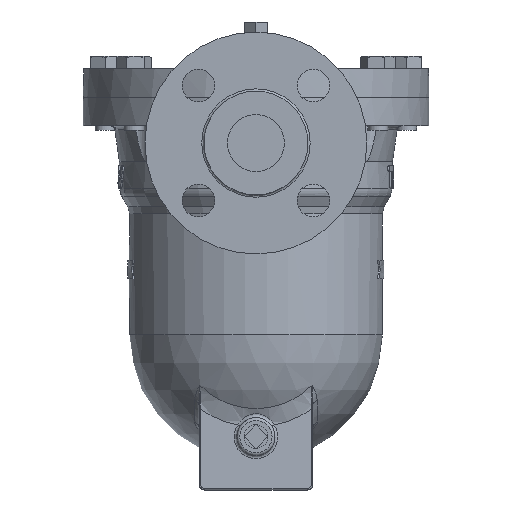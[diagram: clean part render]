
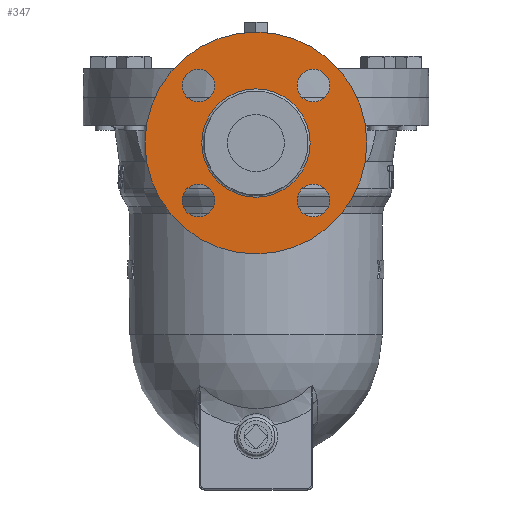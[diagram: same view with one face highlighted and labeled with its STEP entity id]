
A CAD part, left-side view. The second image highlights one B-rep face of the part: STEP entity #347.
In plain terms, the highlighted planar face has unit normal (-1, 0, 0).
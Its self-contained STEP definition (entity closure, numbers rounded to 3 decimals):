
#261=CARTESIAN_POINT('',(-148.4,0.0,6.1));
#262=VERTEX_POINT('',#261);
#263=CARTESIAN_POINT('',(-148.4,0.0,-32.));
#264=DIRECTION('',(-1.0,0.0,0.0));
#265=DIRECTION('',(0.0,0.0,-1.0));
#266=AXIS2_PLACEMENT_3D('',#263,#264,#265);
#267=CIRCLE('',#266,38.1);
#268=EDGE_CURVE('',#262,#262,#267,.T.);
#284=CARTESIAN_POINT('',(-148.4,0.0,25.25));
#285=DIRECTION('',(-1.0,0.0,0.0));
#286=DIRECTION('',(0.0,0.0,1.0));
#287=AXIS2_PLACEMENT_3D('',#284,#285,#286);
#288=PLANE('',#287);
#289=CARTESIAN_POINT('',(-148.4,0.0,46.));
#290=VERTEX_POINT('',#289);
#291=CARTESIAN_POINT('',(-148.4,0.0,-32.));
#292=DIRECTION('',(-1.0,0.0,0.0));
#293=DIRECTION('',(0.0,0.0,1.0));
#294=AXIS2_PLACEMENT_3D('',#291,#292,#293);
#295=CIRCLE('',#294,78.0);
#296=EDGE_CURVE('',#290,#290,#295,.T.);
#297=ORIENTED_EDGE('',*,*,#296,.T.);
#298=EDGE_LOOP('',(#297));
#299=FACE_OUTER_BOUND('',#298,.T.);
#300=CARTESIAN_POINT('',(-148.4,40.411,-3.089));
#301=VERTEX_POINT('',#300);
#302=CARTESIAN_POINT('',(-148.4,40.411,8.411));
#303=DIRECTION('',(1.0,0.0,0.0));
#304=DIRECTION('',(0.0,0.0,1.0));
#305=AXIS2_PLACEMENT_3D('',#302,#303,#304);
#306=CIRCLE('',#305,11.5);
#307=EDGE_CURVE('',#301,#301,#306,.T.);
#308=ORIENTED_EDGE('',*,*,#307,.T.);
#309=EDGE_LOOP('',(#308));
#310=FACE_BOUND('',#309,.T.);
#311=CARTESIAN_POINT('',(-148.4,28.911,-72.411));
#312=VERTEX_POINT('',#311);
#313=CARTESIAN_POINT('',(-148.4,40.411,-72.411));
#314=DIRECTION('',(1.0,0.0,0.0));
#315=DIRECTION('',(0.0,1.0,0.0));
#316=AXIS2_PLACEMENT_3D('',#313,#314,#315);
#317=CIRCLE('',#316,11.5);
#318=EDGE_CURVE('',#312,#312,#317,.T.);
#319=ORIENTED_EDGE('',*,*,#318,.T.);
#320=EDGE_LOOP('',(#319));
#321=FACE_BOUND('',#320,.T.);
#322=CARTESIAN_POINT('',(-148.4,-40.411,-60.911));
#323=VERTEX_POINT('',#322);
#324=CARTESIAN_POINT('',(-148.4,-40.411,-72.411));
#325=DIRECTION('',(1.0,0.0,0.0));
#326=DIRECTION('',(0.0,0.0,-1.0));
#327=AXIS2_PLACEMENT_3D('',#324,#325,#326);
#328=CIRCLE('',#327,11.5);
#329=EDGE_CURVE('',#323,#323,#328,.T.);
#330=ORIENTED_EDGE('',*,*,#329,.T.);
#331=EDGE_LOOP('',(#330));
#332=FACE_BOUND('',#331,.T.);
#333=CARTESIAN_POINT('',(-148.4,-28.911,8.411));
#334=VERTEX_POINT('',#333);
#335=CARTESIAN_POINT('',(-148.4,-40.411,8.411));
#336=DIRECTION('',(1.0,0.0,0.0));
#337=DIRECTION('',(0.0,-1.0,0.0));
#338=AXIS2_PLACEMENT_3D('',#335,#336,#337);
#339=CIRCLE('',#338,11.5);
#340=EDGE_CURVE('',#334,#334,#339,.T.);
#341=ORIENTED_EDGE('',*,*,#340,.T.);
#342=EDGE_LOOP('',(#341));
#343=FACE_BOUND('',#342,.T.);
#344=ORIENTED_EDGE('',*,*,#268,.F.);
#345=EDGE_LOOP('',(#344));
#346=FACE_BOUND('',#345,.T.);
#347=ADVANCED_FACE('',(#299,#310,#321,#332,#343,#346),#288,.T.);
